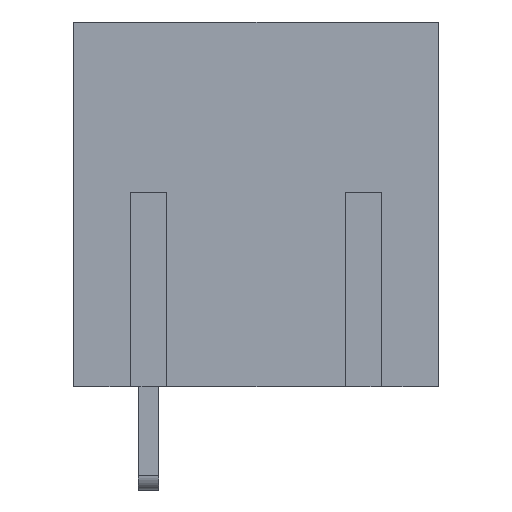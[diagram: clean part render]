
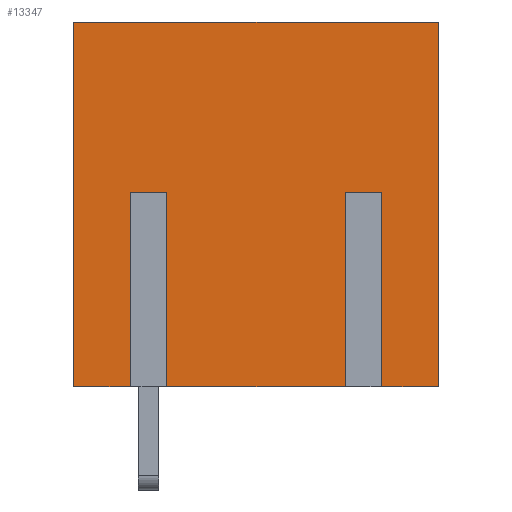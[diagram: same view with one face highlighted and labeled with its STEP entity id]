
A CAD part, left-side view. The second image highlights one B-rep face of the part: STEP entity #13347.
In plain terms, the highlighted planar face has unit normal (-1, 0, 0).
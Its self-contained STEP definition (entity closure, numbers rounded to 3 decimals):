
#188 = VERTEX_POINT ( 'NONE', #21083 ) ;
#656 = LINE ( 'NONE', #27660, #28459 ) ;
#1534 = VERTEX_POINT ( 'NONE', #4229 ) ;
#2013 = DIRECTION ( 'NONE',  ( 0., 0., -1. ) ) ;
#2017 = CARTESIAN_POINT ( 'NONE',  ( -11.43, 6.2, 0.05 ) ) ;
#2200 = VERTEX_POINT ( 'NONE', #28195 ) ;
#2543 = CARTESIAN_POINT ( 'NONE',  ( -11.43, -3.305, 0.05 ) ) ;
#2562 = DIRECTION ( 'NONE',  ( 0., 0., -1. ) ) ;
#3140 = ORIENTED_EDGE ( 'NONE', *, *, #4882, .T. ) ;
#3239 = CARTESIAN_POINT ( 'NONE',  ( -11.43, 3.305, 0.05 ) ) ;
#3240 = EDGE_CURVE ( 'NONE', #10231, #6282, #13917, .T. ) ;
#3302 = FACE_OUTER_BOUND ( 'NONE', #17564, .T. ) ;
#3782 = LINE ( 'NONE', #12812, #6860 ) ;
#4229 = CARTESIAN_POINT ( 'NONE',  ( -11.43, 3.995, 6.65 ) ) ;
#4334 = CARTESIAN_POINT ( 'NONE',  ( -11.43, 0., 6.65 ) ) ;
#4344 = ORIENTED_EDGE ( 'NONE', *, *, #12839, .F. ) ;
#4882 = EDGE_CURVE ( 'NONE', #2200, #26014, #26846, .T. ) ;
#5205 = DIRECTION ( 'NONE',  ( 0., -1., 0. ) ) ;
#6114 = CARTESIAN_POINT ( 'NONE',  ( -11.43, 0., 0.05 ) ) ;
#6242 = VERTEX_POINT ( 'NONE', #15767 ) ;
#6257 = DIRECTION ( 'NONE',  ( -1., 0., 0. ) ) ;
#6282 = VERTEX_POINT ( 'NONE', #19772 ) ;
#6451 = VERTEX_POINT ( 'NONE', #2543 ) ;
#6484 = DIRECTION ( 'NONE',  ( 0., 0., -1. ) ) ;
#6860 = VECTOR ( 'NONE', #19208, 1000. ) ;
#6957 = VERTEX_POINT ( 'NONE', #17877 ) ;
#7110 = CARTESIAN_POINT ( 'NONE',  ( -11.43, 6.2, 12.45 ) ) ;
#7228 = LINE ( 'NONE', #23362, #14598 ) ;
#7399 = VERTEX_POINT ( 'NONE', #11731 ) ;
#7559 = ORIENTED_EDGE ( 'NONE', *, *, #14640, .T. ) ;
#8009 = EDGE_CURVE ( 'NONE', #6957, #15890, #17699, .T. ) ;
#9126 = AXIS2_PLACEMENT_3D ( 'NONE', #4334, #6257, #13505 ) ;
#9390 = LINE ( 'NONE', #24706, #17740 ) ;
#9477 = ORIENTED_EDGE ( 'NONE', *, *, #25323, .F. ) ;
#10171 = VECTOR ( 'NONE', #27649, 1000. ) ;
#10231 = VERTEX_POINT ( 'NONE', #16966 ) ;
#10318 = EDGE_CURVE ( 'NONE', #10231, #15890, #656, .T. ) ;
#10797 = EDGE_CURVE ( 'NONE', #1534, #2200, #16456, .T. ) ;
#11591 = CARTESIAN_POINT ( 'NONE',  ( -11.43, 3.995, 6.65 ) ) ;
#11716 = ORIENTED_EDGE ( 'NONE', *, *, #3240, .F. ) ;
#11731 = CARTESIAN_POINT ( 'NONE',  ( -11.43, -3.305, 6.65 ) ) ;
#11859 = VECTOR ( 'NONE', #5205, 1000. ) ;
#12812 = CARTESIAN_POINT ( 'NONE',  ( -11.43, 0., 0.05 ) ) ;
#12839 = EDGE_CURVE ( 'NONE', #7399, #6451, #22087, .T. ) ;
#13047 = ORIENTED_EDGE ( 'NONE', *, *, #10318, .T. ) ;
#13337 = ORIENTED_EDGE ( 'NONE', *, *, #8009, .F. ) ;
#13347 = ADVANCED_FACE ( 'NONE', ( #3302 ), #28406, .T. ) ;
#13505 = DIRECTION ( 'NONE',  ( 0., 0., 1. ) ) ;
#13917 = LINE ( 'NONE', #7110, #20873 ) ;
#14283 = ORIENTED_EDGE ( 'NONE', *, *, #10797, .T. ) ;
#14471 = ORIENTED_EDGE ( 'NONE', *, *, #18838, .T. ) ;
#14598 = VECTOR ( 'NONE', #18624, 1000. ) ;
#14640 = EDGE_CURVE ( 'NONE', #6242, #188, #7228, .T. ) ;
#15381 = CARTESIAN_POINT ( 'NONE',  ( -11.43, 3.305, 6.65 ) ) ;
#15767 = CARTESIAN_POINT ( 'NONE',  ( -11.43, -3.995, 6.65 ) ) ;
#15805 = DIRECTION ( 'NONE',  ( 0., 1., 0. ) ) ;
#15890 = VERTEX_POINT ( 'NONE', #2017 ) ;
#16204 = VECTOR ( 'NONE', #17481, 1000. ) ;
#16456 = LINE ( 'NONE', #25539, #11859 ) ;
#16966 = CARTESIAN_POINT ( 'NONE',  ( -11.43, 6.2, 12.45 ) ) ;
#17374 = ORIENTED_EDGE ( 'NONE', *, *, #29278, .F. ) ;
#17481 = DIRECTION ( 'NONE',  ( 0., 0., -1. ) ) ;
#17564 = EDGE_LOOP ( 'NONE', ( #3140, #19153, #4344, #14471, #7559, #21475, #9477, #11716, #13047, #13337, #17374, #14283 ) ) ;
#17699 = LINE ( 'NONE', #6114, #27153 ) ;
#17740 = VECTOR ( 'NONE', #15805, 1000. ) ;
#17868 = LINE ( 'NONE', #20257, #23881 ) ;
#17877 = CARTESIAN_POINT ( 'NONE',  ( -11.43, 3.995, 0.05 ) ) ;
#18624 = DIRECTION ( 'NONE',  ( 0., 0., -1. ) ) ;
#18838 = EDGE_CURVE ( 'NONE', #7399, #6242, #19520, .T. ) ;
#19153 = ORIENTED_EDGE ( 'NONE', *, *, #28192, .F. ) ;
#19208 = DIRECTION ( 'NONE',  ( 0., 1., 0. ) ) ;
#19520 = LINE ( 'NONE', #22353, #28330 ) ;
#19668 = DIRECTION ( 'NONE',  ( 0., -1., 0. ) ) ;
#19770 = DIRECTION ( 'NONE',  ( 0., 1., 0. ) ) ;
#19772 = CARTESIAN_POINT ( 'NONE',  ( -11.43, -6.2, 12.45 ) ) ;
#20257 = CARTESIAN_POINT ( 'NONE',  ( -11.43, -6.2, 6.65 ) ) ;
#20873 = VECTOR ( 'NONE', #21058, 1000. ) ;
#21058 = DIRECTION ( 'NONE',  ( 0., -1., 0. ) ) ;
#21083 = CARTESIAN_POINT ( 'NONE',  ( -11.43, -3.995, 0.05 ) ) ;
#21475 = ORIENTED_EDGE ( 'NONE', *, *, #25359, .F. ) ;
#21753 = VERTEX_POINT ( 'NONE', #21901 ) ;
#21901 = CARTESIAN_POINT ( 'NONE',  ( -11.43, -6.2, 0.05 ) ) ;
#22087 = LINE ( 'NONE', #24461, #16204 ) ;
#22353 = CARTESIAN_POINT ( 'NONE',  ( -11.43, -3.305, 6.65 ) ) ;
#22869 = LINE ( 'NONE', #11591, #10171 ) ;
#23362 = CARTESIAN_POINT ( 'NONE',  ( -11.43, -3.995, 6.65 ) ) ;
#23881 = VECTOR ( 'NONE', #2013, 1000. ) ;
#24461 = CARTESIAN_POINT ( 'NONE',  ( -11.43, -3.305, 6.65 ) ) ;
#24706 = CARTESIAN_POINT ( 'NONE',  ( -11.43, 0., 0.05 ) ) ;
#25323 = EDGE_CURVE ( 'NONE', #6282, #21753, #17868, .T. ) ;
#25359 = EDGE_CURVE ( 'NONE', #21753, #188, #9390, .T. ) ;
#25539 = CARTESIAN_POINT ( 'NONE',  ( -11.43, 3.995, 6.65 ) ) ;
#25827 = VECTOR ( 'NONE', #6484, 1000. ) ;
#26014 = VERTEX_POINT ( 'NONE', #3239 ) ;
#26846 = LINE ( 'NONE', #15381, #25827 ) ;
#27153 = VECTOR ( 'NONE', #19770, 1000. ) ;
#27649 = DIRECTION ( 'NONE',  ( 0., 0., -1. ) ) ;
#27660 = CARTESIAN_POINT ( 'NONE',  ( -11.43, 6.2, 6.65 ) ) ;
#28192 = EDGE_CURVE ( 'NONE', #6451, #26014, #3782, .T. ) ;
#28195 = CARTESIAN_POINT ( 'NONE',  ( -11.43, 3.305, 6.65 ) ) ;
#28330 = VECTOR ( 'NONE', #19668, 1000. ) ;
#28406 = PLANE ( 'NONE',  #9126 ) ;
#28459 = VECTOR ( 'NONE', #2562, 1000. ) ;
#29278 = EDGE_CURVE ( 'NONE', #1534, #6957, #22869, .T. ) ;
